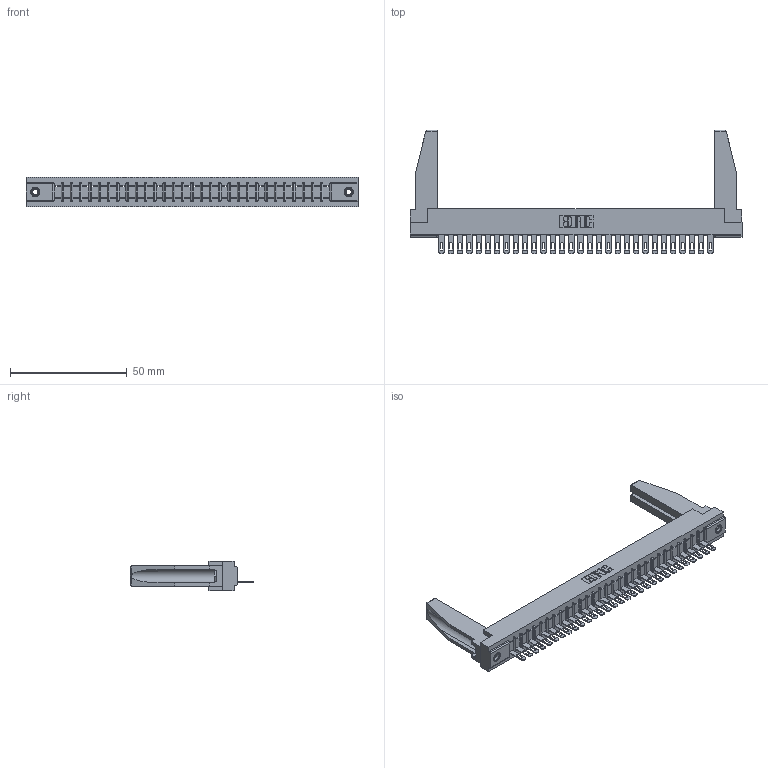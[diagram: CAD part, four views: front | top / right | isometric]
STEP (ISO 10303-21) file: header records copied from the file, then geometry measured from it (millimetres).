
FILE_DESCRIPTION (( 'STEP AP203' ), '1' );
FILE_NAME ('357-030-505-178.STEP', '2019-09-14T03:54:19', ( '' ), ( '' ), 'SwSTEP 2.0', 'SolidWorks 2016', '' );
FILE_SCHEMA (( 'CONFIG_CONTROL_DESIGN' ));
Length unit declared in the file: inch
Products named in the file (5): 307-290-001_505; 345-250-001_345-250-001-102; 307 Part_.156 Dia Mounting Holes; 307-220-078; 357-030-505-178
Assembly tree (35 placements, depth 2):
  357-030-505-178
    307 Part_.156 Dia Mounting Holes
    307-290-001_505  x30
    307-220-078  x2
    345-250-001_345-250-001-102  x2
Bounding box: 141.88 x 52.88 x 12.7 mm (x, y, z)
Volume: 18694.9 mm3; surface area: 19509 mm2
Topology: 35 solids, 35 shells, 1959 faces, 5513 edges, 3542 vertices
Faces by surface type: plane 1234, cylinder 647, sphere 62, cone 12, torus 4
Entity records: 29611 total; most frequent: CARTESIAN_POINT 4982, ORIENTED_EDGE 4924, DIRECTION 4810, EDGE_CURVE 2462, VECTOR 1886, LINE 1886, VERTEX_POINT 1592, AXIS2_PLACEMENT_3D 1462
